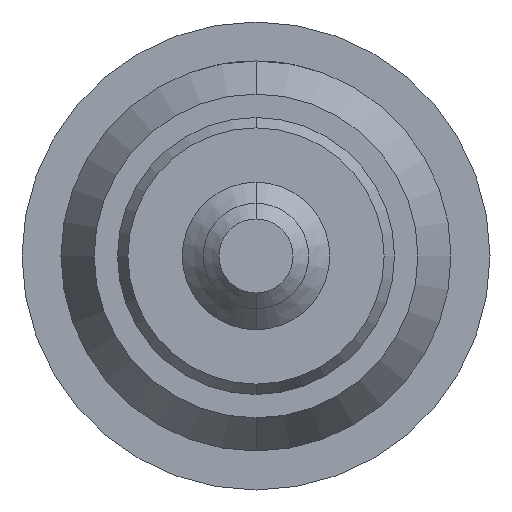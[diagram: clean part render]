
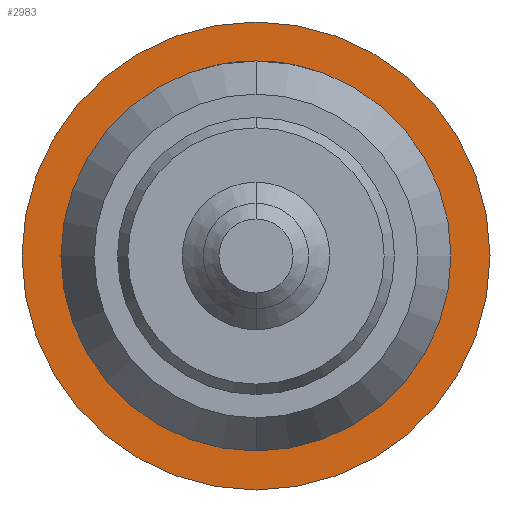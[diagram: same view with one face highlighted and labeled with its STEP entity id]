
A CAD part, front view. The second image highlights one B-rep face of the part: STEP entity #2983.
In plain terms, the highlighted planar face has unit normal (0, -1, 0).
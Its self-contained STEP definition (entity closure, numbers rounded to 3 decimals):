
#150 = CARTESIAN_POINT ( 'NONE',  ( 0., -1., -3. ) ) ;
#313 = CARTESIAN_POINT ( 'NONE',  ( 0., -1., 0. ) ) ;
#328 = CARTESIAN_POINT ( 'NONE',  ( 0., -1., 0. ) ) ;
#414 = CARTESIAN_POINT ( 'NONE',  ( 0., -1., -2.5 ) ) ;
#422 = DIRECTION ( 'NONE',  ( 0., 0., 1. ) ) ;
#425 = EDGE_CURVE ( 'Defeature ausgef�hrt1_0+Defeature ausgef�hrt1_1+Defeature ausgef�hrt1_1+Defeature ausgef�hrt1_1', #4343, #3686, #3432, .T. ) ;
#542 = AXIS2_PLACEMENT_3D ( 'NONE', #2894, #3231, #1193 ) ;
#553 = EDGE_LOOP ( 'NONE', ( #1060, #3092 ) ) ;
#799 = CARTESIAN_POINT ( 'NONE',  ( 0., -1., 0. ) ) ;
#1060 = ORIENTED_EDGE ( 'NONE', *, *, #2812, .F. ) ;
#1185 = PLANE ( 'NONE',  #542 ) ;
#1188 = DIRECTION ( 'NONE',  ( 0., 1., 0. ) ) ;
#1193 = DIRECTION ( 'NONE',  ( 0., 0., -1. ) ) ;
#1343 = EDGE_CURVE ( 'Defeature ausgef�hrt1_1+Defeature ausgef�hrt1_2+Defeature ausgef�hrt1_2+Defeature ausgef�hrt1_2', #3847, #1424, #2622, .T. ) ;
#1388 = FACE_OUTER_BOUND ( 'NONE', #553, .T. ) ;
#1410 = CARTESIAN_POINT ( 'NONE',  ( 0., -1., 2.5 ) ) ;
#1419 = EDGE_LOOP ( 'NONE', ( #2029, #2445 ) ) ;
#1424 = VERTEX_POINT ( 'NONE', #414 ) ;
#1523 = DIRECTION ( 'NONE',  ( 0., 0., 1. ) ) ;
#1550 = AXIS2_PLACEMENT_3D ( 'NONE', #4256, #1188, #1523 ) ;
#1632 = DIRECTION ( 'NONE',  ( 0., 0., 1. ) ) ;
#2029 = ORIENTED_EDGE ( 'NONE', *, *, #1343, .T. ) ;
#2188 = AXIS2_PLACEMENT_3D ( 'NONE', #799, #3871, #422 ) ;
#2324 = DIRECTION ( 'NONE',  ( 0., 1., 0. ) ) ;
#2445 = ORIENTED_EDGE ( 'NONE', *, *, #3044, .T. ) ;
#2622 = CIRCLE ( 'NONE', #3756, 2.5 ) ;
#2700 = CARTESIAN_POINT ( 'NONE',  ( 0., -1., 3. ) ) ;
#2726 = CIRCLE ( 'NONE', #4252, 2.5 ) ;
#2812 = EDGE_CURVE ( 'Defeature ausgef�hrt1_0+Defeature ausgef�hrt1_1+Defeature ausgef�hrt1_1+Defeature ausgef�hrt1_1', #3686, #4343, #4362, .T. ) ;
#2894 = CARTESIAN_POINT ( 'NONE',  ( -3., -1., 0. ) ) ;
#2983 = ADVANCED_FACE ( 'Defeature ausgef�hrt1_1', ( #3159, #1388 ), #1185, .T. ) ;
#3044 = EDGE_CURVE ( 'Defeature ausgef�hrt1_1+Defeature ausgef�hrt1_2+Defeature ausgef�hrt1_2+Defeature ausgef�hrt1_2', #1424, #3847, #2726, .T. ) ;
#3092 = ORIENTED_EDGE ( 'NONE', *, *, #425, .F. ) ;
#3159 = FACE_BOUND ( 'NONE', #1419, .T. ) ;
#3231 = DIRECTION ( 'NONE',  ( 0., -1., 0. ) ) ;
#3370 = DIRECTION ( 'NONE',  ( 0., 0., 1. ) ) ;
#3432 = CIRCLE ( 'NONE', #1550, 3. ) ;
#3686 = VERTEX_POINT ( 'NONE', #2700 ) ;
#3723 = DIRECTION ( 'NONE',  ( 0., 1., 0. ) ) ;
#3756 = AXIS2_PLACEMENT_3D ( 'NONE', #313, #2324, #1632 ) ;
#3847 = VERTEX_POINT ( 'NONE', #1410 ) ;
#3871 = DIRECTION ( 'NONE',  ( 0., 1., 0. ) ) ;
#4252 = AXIS2_PLACEMENT_3D ( 'NONE', #328, #3723, #3370 ) ;
#4256 = CARTESIAN_POINT ( 'NONE',  ( 0., -1., 0. ) ) ;
#4343 = VERTEX_POINT ( 'NONE', #150 ) ;
#4362 = CIRCLE ( 'NONE', #2188, 3. ) ;
